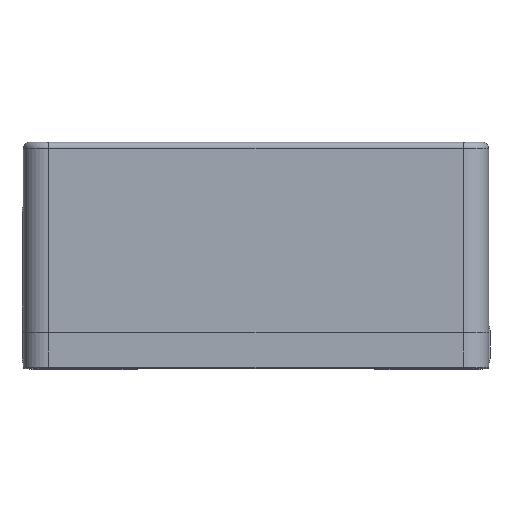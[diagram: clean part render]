
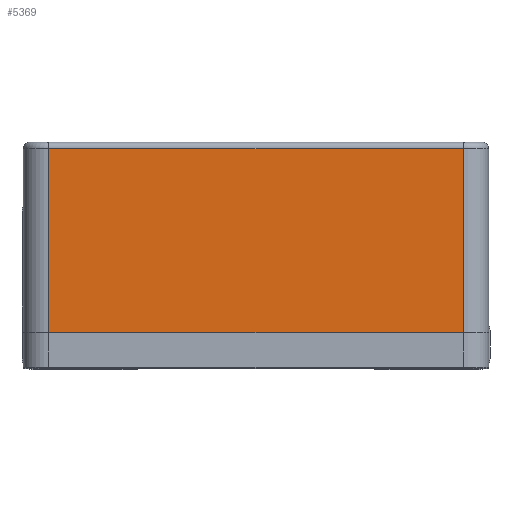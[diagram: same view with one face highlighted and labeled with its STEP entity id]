
A CAD part, left-side view. The second image highlights one B-rep face of the part: STEP entity #5369.
In plain terms, the highlighted planar face has unit normal (-1, 0, 0).
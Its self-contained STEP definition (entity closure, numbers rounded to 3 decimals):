
#531=ORIENTED_EDGE('',*,*,#1731,.T.);
#532=ORIENTED_EDGE('',*,*,#1732,.T.);
#533=ORIENTED_EDGE('',*,*,#1733,.T.);
#534=ORIENTED_EDGE('',*,*,#1726,.T.);
#1726=EDGE_CURVE('',#2326,#2325,#2632,.T.);
#1731=EDGE_CURVE('',#2325,#2330,#2636,.F.);
#1732=EDGE_CURVE('',#2330,#2331,#2637,.F.);
#1733=EDGE_CURVE('',#2331,#2326,#2638,.T.);
#2325=VERTEX_POINT('',#7436);
#2326=VERTEX_POINT('',#7438);
#2330=VERTEX_POINT('',#7448);
#2331=VERTEX_POINT('',#7450);
#2632=LINE('',#7437,#2955);
#2636=LINE('',#7447,#2959);
#2637=LINE('',#7449,#2960);
#2638=LINE('',#7451,#2961);
#2955=VECTOR('',#5989,1000.);
#2959=VECTOR('',#5997,1000.);
#2960=VECTOR('',#5998,1000.);
#2961=VECTOR('',#5999,1000.);
#3254=EDGE_LOOP('',(#531,#532,#533,#534));
#3519=FACE_BOUND('',#3254,.T.);
#3768=PLANE('',#5636);
#5369=ADVANCED_FACE('',(#3519),#3768,.F.);
#5636=AXIS2_PLACEMENT_3D('',#7446,#5995,#5996);
#5989=DIRECTION('',(0.,-1.,0.));
#5995=DIRECTION('',(1.,0.,0.));
#5996=DIRECTION('',(0.,0.,-1.));
#5997=DIRECTION('',(0.,0.,-1.));
#5998=DIRECTION('',(0.,-1.,0.));
#5999=DIRECTION('',(0.,0.,-1.));
#7436=CARTESIAN_POINT('',(-9.1,-8.1,0.));
#7437=CARTESIAN_POINT('',(-9.1,9.1,0.));
#7438=CARTESIAN_POINT('',(-9.1,8.1,0.));
#7446=CARTESIAN_POINT('',(-9.1,9.1,7.45));
#7447=CARTESIAN_POINT('',(-9.1,-8.1,7.45));
#7448=CARTESIAN_POINT('',(-9.1,-8.1,7.2));
#7449=CARTESIAN_POINT('',(-9.1,8.1,7.2));
#7450=CARTESIAN_POINT('',(-9.1,8.1,7.2));
#7451=CARTESIAN_POINT('',(-9.1,8.1,7.45));
